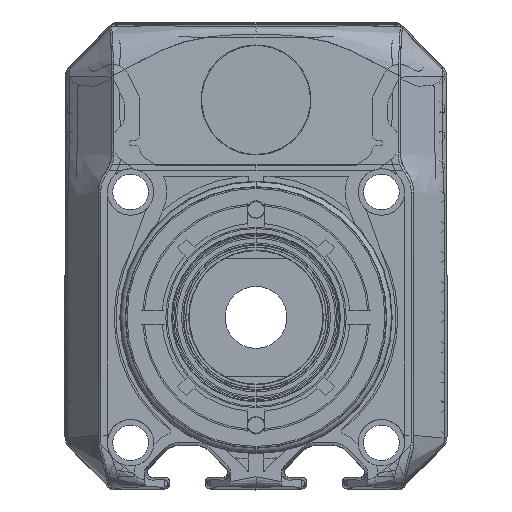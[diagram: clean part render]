
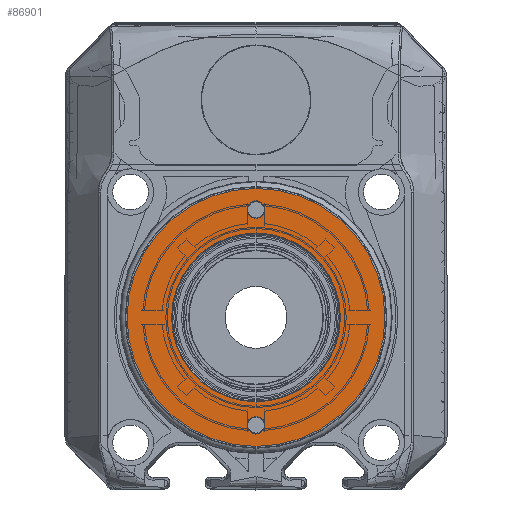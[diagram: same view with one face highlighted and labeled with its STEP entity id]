
A CAD part, front view. The second image highlights one B-rep face of the part: STEP entity #86901.
In plain terms, the highlighted face is planar.
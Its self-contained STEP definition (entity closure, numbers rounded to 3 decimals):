
#735 = CARTESIAN_POINT ( 'NONE',  ( 0., 0., 6.25 ) ) ;
#1940 = ORIENTED_EDGE ( 'NONE', *, *, #66120, .T. ) ;
#2394 = CIRCLE ( 'NONE', #45085, 1.638 ) ;
#3122 = CARTESIAN_POINT ( 'NONE',  ( 0., 0., 6.25 ) ) ;
#5016 = AXIS2_PLACEMENT_3D ( 'NONE', #39567, #104211, #13356 ) ;
#5024 = AXIS2_PLACEMENT_3D ( 'NONE', #72918, #9238, #56863 ) ;
#7449 = AXIS2_PLACEMENT_3D ( 'NONE', #16486, #81715, #8447 ) ;
#8447 = DIRECTION ( 'NONE',  ( 1., 0., 0. ) ) ;
#8811 = DIRECTION ( 'NONE',  ( 0., 1., 0. ) ) ;
#9238 = DIRECTION ( 'NONE',  ( 0., 0., -1. ) ) ;
#9749 = CARTESIAN_POINT ( 'NONE',  ( 20., 0., 6.25 ) ) ;
#10344 = EDGE_LOOP ( 'NONE', ( #86502, #1940 ) ) ;
#13356 = DIRECTION ( 'NONE',  ( 0., 1., 0. ) ) ;
#15732 = DIRECTION ( 'NONE',  ( 0., 1., 0. ) ) ;
#16486 = CARTESIAN_POINT ( 'NONE',  ( 0., 23.916, 6.25 ) ) ;
#17250 = DIRECTION ( 'NONE',  ( 0., 0., -1. ) ) ;
#17302 = ORIENTED_EDGE ( 'NONE', *, *, #19990, .T. ) ;
#19990 = EDGE_CURVE ( 'NONE', #28929, #37294, #66450, .T. ) ;
#20466 = DIRECTION ( 'NONE',  ( -1., 0., 0. ) ) ;
#22497 = AXIS2_PLACEMENT_3D ( 'NONE', #3122, #91347, #34163 ) ;
#24246 = VERTEX_POINT ( 'NONE', #65827 ) ;
#28929 = VERTEX_POINT ( 'NONE', #78583 ) ;
#30449 = ORIENTED_EDGE ( 'NONE', *, *, #74212, .T. ) ;
#31431 = EDGE_LOOP ( 'NONE', ( #30449, #68456 ) ) ;
#31580 = VERTEX_POINT ( 'NONE', #99526 ) ;
#32634 = ORIENTED_EDGE ( 'NONE', *, *, #100708, .T. ) ;
#33081 = FACE_BOUND ( 'NONE', #10344, .T. ) ;
#34163 = DIRECTION ( 'NONE',  ( 0., 1., 0. ) ) ;
#34393 = AXIS2_PLACEMENT_3D ( 'NONE', #62381, #86966, #88038 ) ;
#36063 = CIRCLE ( 'NONE', #70225, 23.916 ) ;
#37294 = VERTEX_POINT ( 'NONE', #56818 ) ;
#39567 = CARTESIAN_POINT ( 'NONE',  ( 0., 0., 6.25 ) ) ;
#45085 = AXIS2_PLACEMENT_3D ( 'NONE', #9749, #17250, #49377 ) ;
#47997 = EDGE_CURVE ( 'NONE', #24246, #100890, #2394, .T. ) ;
#48378 = DIRECTION ( 'NONE',  ( 0., 0., -1. ) ) ;
#49377 = DIRECTION ( 'NONE',  ( -1., 0., 0. ) ) ;
#51433 = AXIS2_PLACEMENT_3D ( 'NONE', #735, #48378, #15732 ) ;
#52842 = VERTEX_POINT ( 'NONE', #91531 ) ;
#55117 = ORIENTED_EDGE ( 'NONE', *, *, #98122, .F. ) ;
#55697 = FACE_BOUND ( 'NONE', #31431, .T. ) ;
#56453 = CARTESIAN_POINT ( 'NONE',  ( 0., 0., 6.25 ) ) ;
#56818 = CARTESIAN_POINT ( 'NONE',  ( -21.638, 0., 6.25 ) ) ;
#56863 = DIRECTION ( 'NONE',  ( -1., 0., 0. ) ) ;
#60286 = CIRCLE ( 'NONE', #82474, 1.638 ) ;
#61099 = DIRECTION ( 'NONE',  ( 0., 0., -1. ) ) ;
#61421 = EDGE_CURVE ( 'NONE', #64177, #61501, #74981, .T. ) ;
#61501 = VERTEX_POINT ( 'NONE', #82787 ) ;
#62381 = CARTESIAN_POINT ( 'NONE',  ( 20., 0., 6.25 ) ) ;
#64177 = VERTEX_POINT ( 'NONE', #98493 ) ;
#64991 = DIRECTION ( 'NONE',  ( 0., 0., -1. ) ) ;
#65679 = FACE_BOUND ( 'NONE', #84160, .T. ) ;
#65827 = CARTESIAN_POINT ( 'NONE',  ( 18.362, 0., 6.25 ) ) ;
#66120 = EDGE_CURVE ( 'NONE', #100890, #24246, #92441, .T. ) ;
#66450 = CIRCLE ( 'NONE', #5024, 1.638 ) ;
#68456 = ORIENTED_EDGE ( 'NONE', *, *, #75005, .T. ) ;
#68459 = CARTESIAN_POINT ( 'NONE',  ( 21.638, 0., 6.25 ) ) ;
#68569 = CIRCLE ( 'NONE', #22497, 15.648 ) ;
#70225 = AXIS2_PLACEMENT_3D ( 'NONE', #56453, #64991, #8811 ) ;
#72918 = CARTESIAN_POINT ( 'NONE',  ( -20., 0., 6.25 ) ) ;
#74212 = EDGE_CURVE ( 'NONE', #31580, #52842, #97509, .T. ) ;
#74981 = CIRCLE ( 'NONE', #5016, 23.916 ) ;
#75005 = EDGE_CURVE ( 'NONE', #52842, #31580, #68569, .T. ) ;
#78583 = CARTESIAN_POINT ( 'NONE',  ( -18.362, 0., 6.25 ) ) ;
#79751 = FACE_OUTER_BOUND ( 'NONE', #81883, .T. ) ;
#81715 = DIRECTION ( 'NONE',  ( 0., 0., 1. ) ) ;
#81883 = EDGE_LOOP ( 'NONE', ( #95992, #55117 ) ) ;
#82474 = AXIS2_PLACEMENT_3D ( 'NONE', #85669, #61099, #20466 ) ;
#82787 = CARTESIAN_POINT ( 'NONE',  ( 23.916, 0., 6.25 ) ) ;
#84160 = EDGE_LOOP ( 'NONE', ( #32634, #17302 ) ) ;
#85669 = CARTESIAN_POINT ( 'NONE',  ( -20., 0., 6.25 ) ) ;
#86502 = ORIENTED_EDGE ( 'NONE', *, *, #47997, .T. ) ;
#86901 = ADVANCED_FACE ( 'NONE', ( #79751, #65679, #55697, #33081 ), #88319, .T. ) ;
#86966 = DIRECTION ( 'NONE',  ( 0., 0., -1. ) ) ;
#88038 = DIRECTION ( 'NONE',  ( -1., 0., 0. ) ) ;
#88319 = PLANE ( 'NONE',  #7449 ) ;
#91347 = DIRECTION ( 'NONE',  ( 0., 0., -1. ) ) ;
#91531 = CARTESIAN_POINT ( 'NONE',  ( 15.648, 0., 6.25 ) ) ;
#92441 = CIRCLE ( 'NONE', #34393, 1.638 ) ;
#95992 = ORIENTED_EDGE ( 'NONE', *, *, #61421, .F. ) ;
#97509 = CIRCLE ( 'NONE', #51433, 15.648 ) ;
#98122 = EDGE_CURVE ( 'NONE', #61501, #64177, #36063, .T. ) ;
#98493 = CARTESIAN_POINT ( 'NONE',  ( -23.916, 0., 6.25 ) ) ;
#99526 = CARTESIAN_POINT ( 'NONE',  ( -15.648, 0., 6.25 ) ) ;
#100708 = EDGE_CURVE ( 'NONE', #37294, #28929, #60286, .T. ) ;
#100890 = VERTEX_POINT ( 'NONE', #68459 ) ;
#104211 = DIRECTION ( 'NONE',  ( 0., 0., -1. ) ) ;
